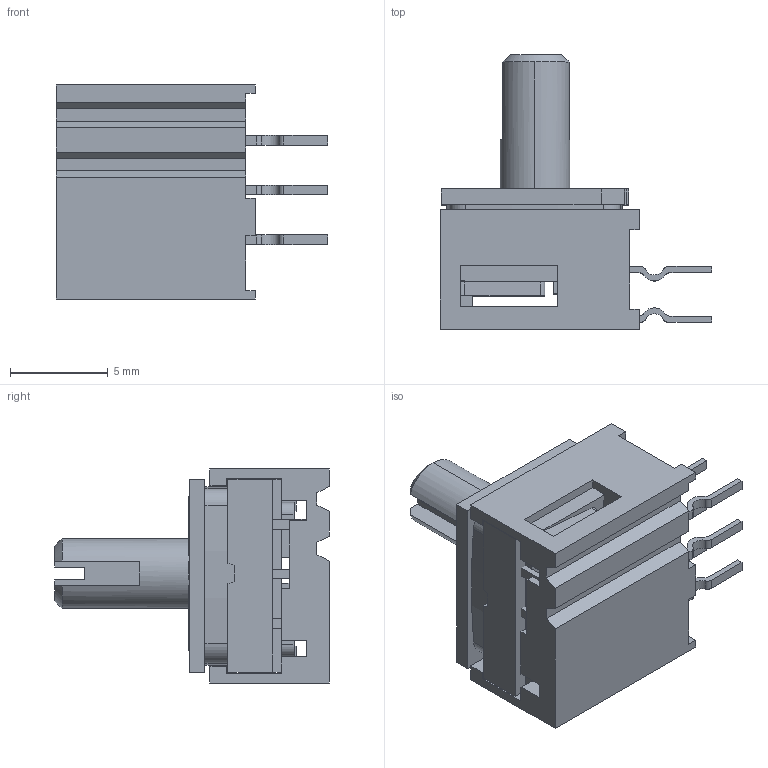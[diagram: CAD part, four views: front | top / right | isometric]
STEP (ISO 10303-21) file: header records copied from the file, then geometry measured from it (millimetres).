
FILE_DESCRIPTION((''),'2;1');
FILE_NAME('94HBB08RAT','2017-12-15T',('sbuenzli'),(''),'PRO/ENGINEER BY PARAMETRIC TECHNOLOGY CORPORATION, 2016100','PRO/ENGINEER BY PARAMETRIC TECHNOLOGY CORPORATION, 2016100','');
FILE_SCHEMA(('CONFIG_CONTROL_DESIGN'));
Length unit declared in the file: inch
Products named in the file (1): 94HBB08RAT
Bounding box: 13.84 x 14.02 x 10.92 mm (x, y, z)
Surface area: 1253.5 mm2 (no closed solid volume)
Topology: 0 solids, 42 shells, 332 faces, 2478 edges, 2167 vertices
Faces by surface type: plane 265, cylinder 65, cone 2
Entity records: 22997 total; most frequent: CARTESIAN_POINT 4993, DIRECTION 3356, ORIENTED_EDGE 3257, EDGE_CURVE 2478, VECTOR 2256, LINE 2256, VERTEX_POINT 2167, AXIS2_PLACEMENT_3D 550
